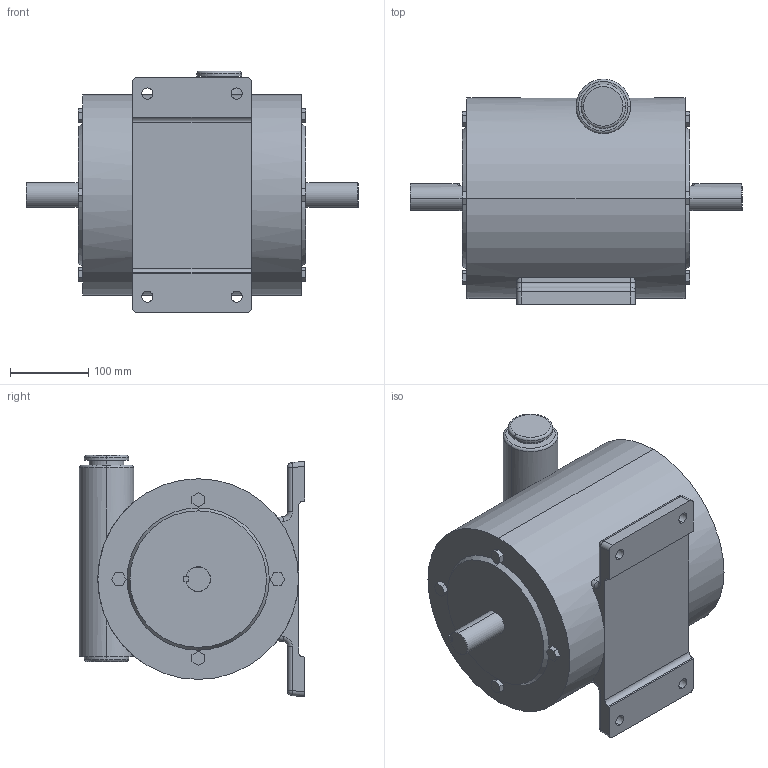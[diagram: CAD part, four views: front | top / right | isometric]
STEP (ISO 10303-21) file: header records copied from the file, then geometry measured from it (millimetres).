
FILE_DESCRIPTION (( 'STEP AP203' ), '1' );
FILE_NAME ('DD15A.step', '2011-08-15T12:16:57', ( '' ), ( '' ), 'SwSTEP 2.0', 'SolidWorks 2010', '' );
FILE_SCHEMA (( 'CONFIG_CONTROL_DESIGN' ));
Length unit declared in the file: inch
Products named in the file (1): DD15A
Bounding box: 425.45 x 288.93 x 309.56 mm (x, y, z)
Volume: 16212328.2 mm3; surface area: 444251.6 mm2
Topology: 1 solids, 1 shells, 163 faces, 396 edges, 248 vertices
Faces by surface type: plane 96, cylinder 43, torus 10, cone 10, sphere 4
Entity records: 5116 total; most frequent: CARTESIAN_POINT 1169, DIRECTION 812, ORIENTED_EDGE 784, EDGE_CURVE 392, AXIS2_PLACEMENT_3D 274, VECTOR 264, LINE 264, VERTEX_POINT 248
